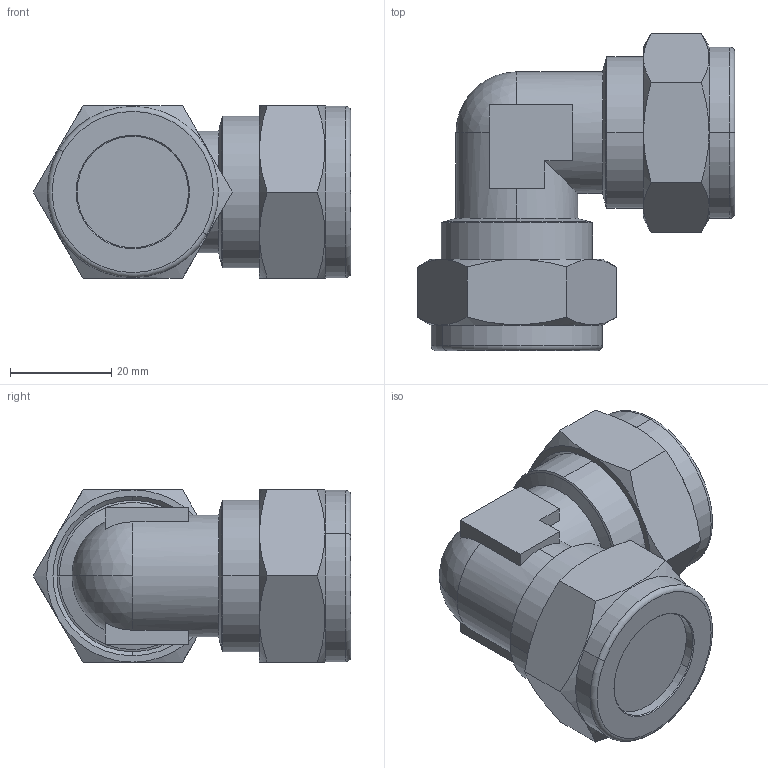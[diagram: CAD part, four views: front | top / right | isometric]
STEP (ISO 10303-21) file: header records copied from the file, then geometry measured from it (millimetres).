
FILE_DESCRIPTION (( 'STEP AP214' ), '1' );
FILE_NAME ('1026000010.step', '2013-02-25T17:13:39', ( '' ), ( '' ), 'SwSTEP 2.0', 'SolidWorks 2012', '' );
FILE_SCHEMA (( 'AUTOMOTIVE_DESIGN' ));
Length unit declared in the file: millimetre
Products named in the file (1): 1026000010
Bounding box: 62.63 x 62.63 x 34 mm (x, y, z)
Volume: 60037.9 mm3; surface area: 11562.9 mm2
Topology: 1 solids, 1 shells, 88 faces, 207 edges, 125 vertices
Faces by surface type: plane 32, cone 30, cylinder 16, torus 8, sphere 2
Entity records: 2772 total; most frequent: CARTESIAN_POINT 739, DIRECTION 430, ORIENTED_EDGE 414, EDGE_CURVE 207, AXIS2_PLACEMENT_3D 176, VERTEX_POINT 125, EDGE_LOOP 92, ADVANCED_FACE 88
